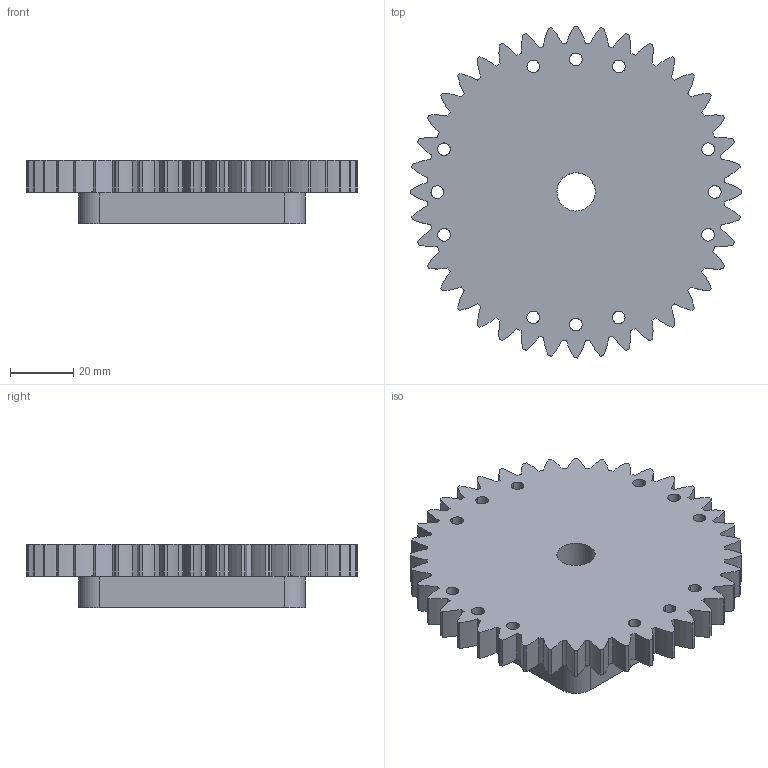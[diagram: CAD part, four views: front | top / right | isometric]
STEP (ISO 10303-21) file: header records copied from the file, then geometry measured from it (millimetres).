
FILE_DESCRIPTION(/* description */ (''),/* implementation_level */ '2;1');
FILE_NAME(/* name */ '1-big-cog',/* time_stamp */ '2024-10-22T21:04:33+01:00',/* author */ (''),/* organization */ (''),/* preprocessor_version */ 'ST-DEVELOPER v16.5',/* originating_system */ 'Rhino 7.37',/* authorisation */ '');
FILE_SCHEMA (('CONFIG_CONTROL_DESIGN'));
Length unit declared in the file: centimetre
Products named in the file (1): Document
Bounding box: 104.99 x 104.99 x 19.94 mm (x, y, z)
Volume: 100086.2 mm3; surface area: 33337.6 mm2
Topology: 2 solids, 2 shells, 295 faces, 873 edges, 582 vertices
Faces by surface type: plane 133, bspline 120, cylinder 42
Entity records: 20084 total; most frequent: CARTESIAN_POINT 14414, ORIENTED_EDGE 1746, EDGE_CURVE 873, B_SPLINE_CURVE_WITH_KNOTS 773, VERTEX_POINT 582, EDGE_LOOP 331, ADVANCED_FACE 295, FACE_OUTER_BOUND 295
